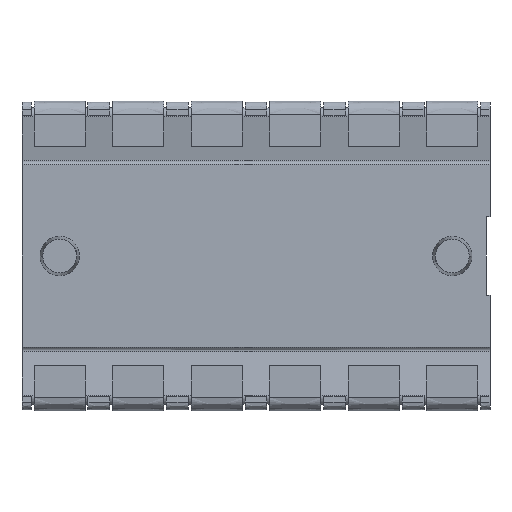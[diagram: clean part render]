
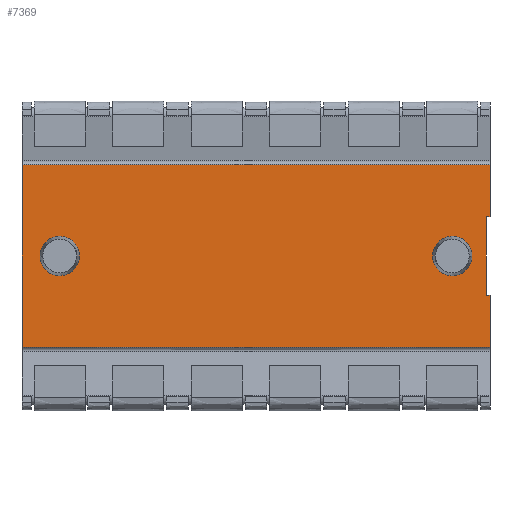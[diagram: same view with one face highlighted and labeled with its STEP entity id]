
A CAD part, front view. The second image highlights one B-rep face of the part: STEP entity #7369.
In plain terms, the highlighted free-form (B-spline) face has degree [1, 1] with [2, 2] control points.
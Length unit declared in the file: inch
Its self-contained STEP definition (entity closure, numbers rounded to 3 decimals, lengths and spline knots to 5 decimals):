
#11=CARTESIAN_POINT('',(-0.25,-0.043,0.));
#12=DIRECTION('',(0.,-1.,0.));
#13=DIRECTION('',(-1.,0.,0.));
#14=AXIS2_PLACEMENT_3D('',#11,#12,#13);
#20=CARTESIAN_POINT('',(-0.25,-0.043,0.));
#21=DIRECTION('',(0.,-1.,0.));
#22=DIRECTION('',(1.,0.,0.));
#23=AXIS2_PLACEMENT_3D('',#20,#21,#22);
#28=CARTESIAN_POINT('',(0.25,-0.043,0.));
#29=DIRECTION('',(0.,-1.,0.));
#30=DIRECTION('',(-1.,0.,0.));
#31=AXIS2_PLACEMENT_3D('',#28,#29,#30);
#36=CARTESIAN_POINT('',(0.25,-0.043,0.));
#37=DIRECTION('',(0.,-1.,0.));
#38=DIRECTION('',(1.,0.,0.));
#39=AXIS2_PLACEMENT_3D('',#36,#37,#38);
#44=DIRECTION('',(-1.,0.,0.));
#45=VECTOR('',#44,0.005);
#46=CARTESIAN_POINT('',(0.298,-0.043,-0.05));
#47=LINE('',#46,#45);
#51=DIRECTION('',(0.,0.,-1.));
#52=VECTOR('',#51,0.066);
#53=CARTESIAN_POINT('',(0.298,-0.043,-0.05));
#54=LINE('',#53,#52);
#58=DIRECTION('',(0.,0.,-1.));
#59=VECTOR('',#58,0.232);
#60=CARTESIAN_POINT('',(-0.298,-0.043,0.116));
#61=LINE('',#60,#59);
#65=DIRECTION('',(0.,0.,-1.));
#66=VECTOR('',#65,0.066);
#67=CARTESIAN_POINT('',(0.298,-0.043,0.116));
#68=LINE('',#67,#66);
#72=DIRECTION('',(-1.,0.,0.));
#73=VECTOR('',#72,0.005);
#74=CARTESIAN_POINT('',(0.298,-0.043,0.05));
#75=LINE('',#74,#73);
#79=DIRECTION('',(0.,0.,1.));
#80=VECTOR('',#79,0.1);
#81=CARTESIAN_POINT('',(0.293,-0.043,-0.05));
#82=LINE('',#81,#80);
#1207=DIRECTION('',(1.,0.,0.));
#1208=VECTOR('',#1207,0.596);
#1209=CARTESIAN_POINT('',(-0.298,-0.043,0.116));
#1210=LINE('',#1209,#1208);
#1299=DIRECTION('',(1.,0.,0.));
#1300=VECTOR('',#1299,0.596);
#1301=CARTESIAN_POINT('',(-0.298,-0.043,-0.116));
#1302=LINE('',#1301,#1300);
#6702=CARTESIAN_POINT('',(-0.298,-0.043,0.116));
#6703=CARTESIAN_POINT('',(-0.298,-0.043,-0.116));
#6704=VERTEX_POINT('',#6702);
#6705=VERTEX_POINT('',#6703);
#6706=CARTESIAN_POINT('',(0.298,-0.043,-0.116));
#6708=VERTEX_POINT('',#6706);
#6742=CARTESIAN_POINT('',(0.298,-0.043,0.116));
#6744=VERTEX_POINT('',#6742);
#6782=CARTESIAN_POINT('',(-0.275,-0.043,0.));
#6783=CARTESIAN_POINT('',(-0.225,-0.043,0.));
#6784=VERTEX_POINT('',#6782);
#6785=VERTEX_POINT('',#6783);
#6786=CARTESIAN_POINT('',(0.225,-0.043,0.));
#6787=CARTESIAN_POINT('',(0.275,-0.043,0.));
#6788=VERTEX_POINT('',#6786);
#6789=VERTEX_POINT('',#6787);
#6790=CARTESIAN_POINT('',(0.298,-0.043,-0.05));
#6791=CARTESIAN_POINT('',(0.293,-0.043,-0.05));
#6792=VERTEX_POINT('',#6790);
#6793=VERTEX_POINT('',#6791);
#6794=CARTESIAN_POINT('',(0.293,-0.043,0.05));
#6795=VERTEX_POINT('',#6794);
#6796=CARTESIAN_POINT('',(0.298,-0.043,0.05));
#6797=VERTEX_POINT('',#6796);
#7334=CARTESIAN_POINT('',(-0.30992,-0.043,0.12064));
#7335=CARTESIAN_POINT('',(0.30992,-0.043,0.12064));
#7336=CARTESIAN_POINT('',(-0.30992,-0.043,-0.12064));
#7337=CARTESIAN_POINT('',(0.30992,-0.043,-0.12064));
#7338=B_SPLINE_SURFACE_WITH_KNOTS('',1,1,((#7334,#7335),(#7336,#7337)),
.UNSPECIFIED.,.F.,.F.,.F.,(2,2),(2,2),(-0.12064,0.12064),(-0.00992,
0.60992),.UNSPECIFIED.);
#7340=ORIENTED_EDGE('',*,*,#7339,.F.);
#7342=ORIENTED_EDGE('',*,*,#7341,.T.);
#7344=ORIENTED_EDGE('',*,*,#7343,.F.);
#7346=ORIENTED_EDGE('',*,*,#7345,.F.);
#7348=ORIENTED_EDGE('',*,*,#7347,.T.);
#7350=ORIENTED_EDGE('',*,*,#7349,.T.);
#7352=ORIENTED_EDGE('',*,*,#7351,.T.);
#7354=ORIENTED_EDGE('',*,*,#7353,.F.);
#7355=EDGE_LOOP('',(#7340,#7342,#7344,#7346,#7348,#7350,#7352,#7354));
#7356=FACE_OUTER_BOUND('',#7355,.F.);
#7358=ORIENTED_EDGE('',*,*,#7357,.T.);
#7360=ORIENTED_EDGE('',*,*,#7359,.T.);
#7361=EDGE_LOOP('',(#7358,#7360));
#7362=FACE_BOUND('',#7361,.F.);
#7364=ORIENTED_EDGE('',*,*,#7363,.T.);
#7366=ORIENTED_EDGE('',*,*,#7365,.T.);
#7367=EDGE_LOOP('',(#7364,#7366));
#7368=FACE_BOUND('',#7367,.F.);
#7369=ADVANCED_FACE('',(#7356,#7362,#7368),#7338,.T.);
#15=CIRCLE('',#14,0.025);
#24=CIRCLE('',#23,0.025);
#32=CIRCLE('',#31,0.025);
#40=CIRCLE('',#39,0.025);
#7339=EDGE_CURVE('',#6792,#6793,#47,.T.);
#7341=EDGE_CURVE('',#6792,#6708,#54,.T.);
#7343=EDGE_CURVE('',#6705,#6708,#1302,.T.);
#7345=EDGE_CURVE('',#6704,#6705,#61,.T.);
#7347=EDGE_CURVE('',#6704,#6744,#1210,.T.);
#7349=EDGE_CURVE('',#6744,#6797,#68,.T.);
#7351=EDGE_CURVE('',#6797,#6795,#75,.T.);
#7353=EDGE_CURVE('',#6793,#6795,#82,.T.);
#7357=EDGE_CURVE('',#6784,#6785,#15,.T.);
#7359=EDGE_CURVE('',#6785,#6784,#24,.T.);
#7363=EDGE_CURVE('',#6788,#6789,#32,.T.);
#7365=EDGE_CURVE('',#6789,#6788,#40,.T.);
